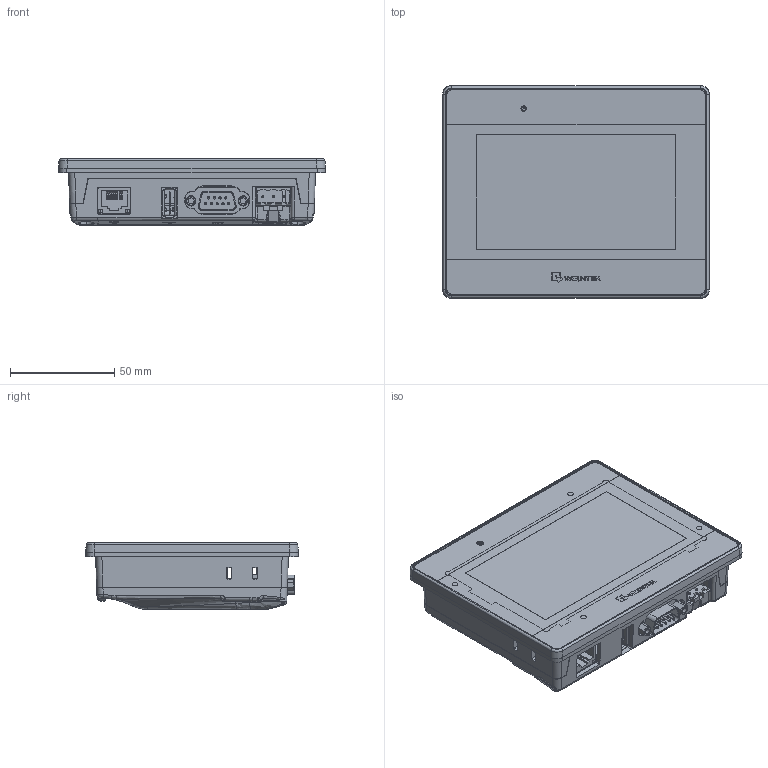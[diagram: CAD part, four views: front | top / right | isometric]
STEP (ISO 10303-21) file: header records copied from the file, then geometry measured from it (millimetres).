
FILE_DESCRIPTION (( 'STEP AP203' ), '1' );
FILE_NAME ('MT8050iE_.STEP', '2017-07-31T03:20:00', ( 'annayang' ), ( '' ), 'SwSTEP 2.0', 'SolidWorks 2011', '' );
FILE_SCHEMA (( 'CONFIG_CONTROL_DESIGN' ));
Length unit declared in the file: millimetre
Products named in the file (1): MT8050iE_
Bounding box: 128 x 102 x 32 mm (x, y, z)
Surface area: 69308.6 mm2 (no closed solid volume)
Topology: 0 solids, 19 shells, 921 faces, 3597 edges, 2611 vertices
Faces by surface type: plane 333, bspline 226, cylinder 208, cone 78, torus 68, sphere 8
Entity records: 47069 total; most frequent: CARTESIAN_POINT 20396, ORIENTED_EDGE 5521, DIRECTION 4605, EDGE_CURVE 3571, VERTEX_POINT 2611, VECTOR 1759, LINE 1759, AXIS2_PLACEMENT_3D 1423
